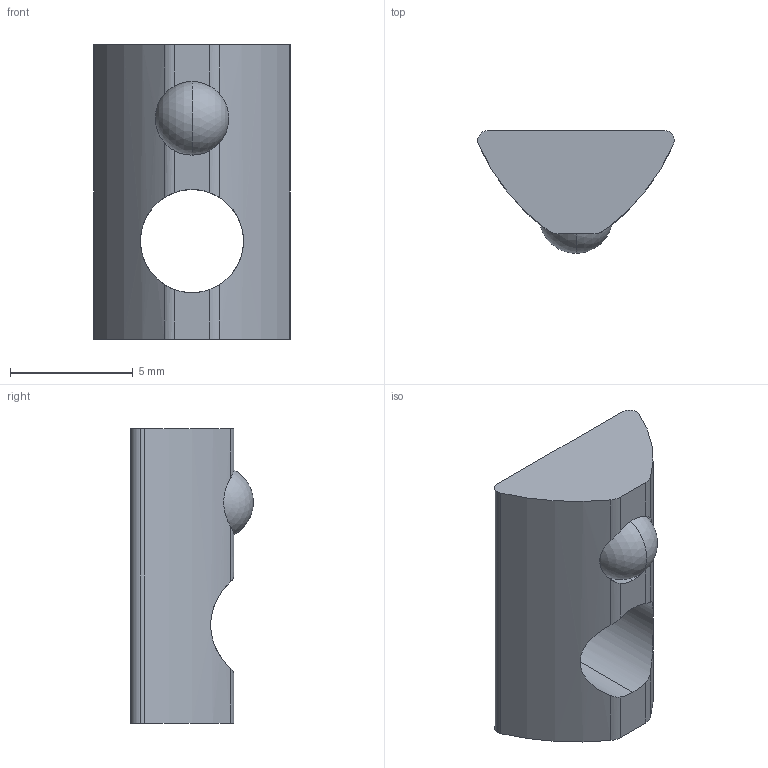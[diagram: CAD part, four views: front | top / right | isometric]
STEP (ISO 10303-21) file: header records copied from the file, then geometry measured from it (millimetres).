
FILE_DESCRIPTION (( 'STEP AP203' ), '1' );
FILE_NAME ('096205.STEP', '2013-05-17T07:59:43', ( 'USER' ), ( '' ), 'SwSTEP 2.0', 'SolidWorks 2012', '' );
FILE_SCHEMA (( 'CONFIG_CONTROL_DESIGN' ));
Length unit declared in the file: millimetre
Products named in the file (1): 096205
Bounding box: 8 x 5 x 12 mm (x, y, z)
Volume: 223.5 mm3; surface area: 375 mm2
Topology: 2 solids, 2 shells, 26 faces, 74 edges, 49 vertices
Faces by surface type: cylinder 15, plane 7, cone 2, sphere 2
Entity records: 966 total; most frequent: CARTESIAN_POINT 230, DIRECTION 141, ORIENTED_EDGE 138, EDGE_CURVE 69, AXIS2_PLACEMENT_3D 57, VERTEX_POINT 46, CIRCLE 30, EDGE_LOOP 27
